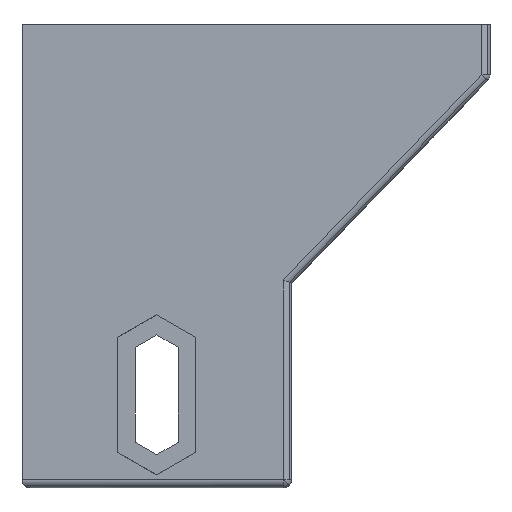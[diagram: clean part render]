
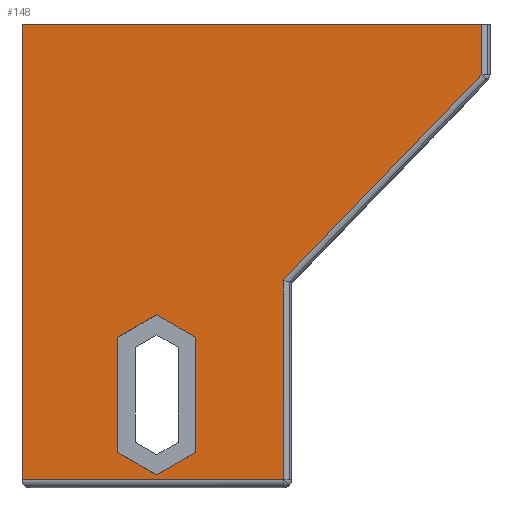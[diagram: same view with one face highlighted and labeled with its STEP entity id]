
A CAD part, front view. The second image highlights one B-rep face of the part: STEP entity #148.
In plain terms, the highlighted planar face has unit normal (0, -1, 0).
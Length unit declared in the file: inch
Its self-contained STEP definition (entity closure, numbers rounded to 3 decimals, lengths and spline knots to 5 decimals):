
#148=ADVANCED_FACE('',(#376,#377),#378,.T.);
#376=FACE_BOUND('',#691,.T.);
#377=FACE_OUTER_BOUND('',#692,.T.);
#378=PLANE('',#693);
#691=EDGE_LOOP('',(#1060,#1061,#1062,#1063,#1064,#1065));
#692=EDGE_LOOP('',(#1066,#1067,#1068,#1069,#1070,#1071));
#693=AXIS2_PLACEMENT_3D('',#1072,#1073,#1074);
#1060=ORIENTED_EDGE('',*,*,#1927,.T.);
#1061=ORIENTED_EDGE('',*,*,#1928,.F.);
#1062=ORIENTED_EDGE('',*,*,#1929,.T.);
#1063=ORIENTED_EDGE('',*,*,#1930,.T.);
#1064=ORIENTED_EDGE('',*,*,#1931,.T.);
#1065=ORIENTED_EDGE('',*,*,#1932,.F.);
#1066=ORIENTED_EDGE('',*,*,#1933,.F.);
#1067=ORIENTED_EDGE('',*,*,#1934,.F.);
#1068=ORIENTED_EDGE('',*,*,#1919,.F.);
#1069=ORIENTED_EDGE('',*,*,#1935,.F.);
#1070=ORIENTED_EDGE('',*,*,#1936,.F.);
#1071=ORIENTED_EDGE('',*,*,#1937,.T.);
#1072=CARTESIAN_POINT('',(-1.70055,-9.64875,8.38579));
#1073=DIRECTION('',(0.,-1.0,0.));
#1074=DIRECTION('',(0.,0.,1.0));
#1919=EDGE_CURVE('',#2311,#2313,#2314,.T.);
#1927=EDGE_CURVE('',#2325,#2326,#2327,.T.);
#1928=EDGE_CURVE('',#2328,#2326,#2329,.T.);
#1929=EDGE_CURVE('',#2328,#2330,#2331,.T.);
#1930=EDGE_CURVE('',#2330,#2332,#2333,.T.);
#1931=EDGE_CURVE('',#2332,#2334,#2335,.T.);
#1932=EDGE_CURVE('',#2325,#2334,#2336,.T.);
#1933=EDGE_CURVE('',#2337,#2281,#2338,.T.);
#1934=EDGE_CURVE('',#2313,#2337,#2339,.T.);
#1935=EDGE_CURVE('',#2340,#2311,#2341,.T.);
#1936=EDGE_CURVE('',#2293,#2340,#2342,.F.);
#1937=EDGE_CURVE('',#2293,#2281,#2343,.T.);
#2281=VERTEX_POINT('',#2805);
#2293=VERTEX_POINT('',#2818);
#2311=VERTEX_POINT('',#2839);
#2313=VERTEX_POINT('',#2841);
#2314=LINE('',#2842,#2843);
#2325=VERTEX_POINT('',#2856);
#2326=VERTEX_POINT('',#2857);
#2327=LINE('',#2858,#2859);
#2328=VERTEX_POINT('',#2860);
#2329=LINE('',#2861,#2862);
#2330=VERTEX_POINT('',#2863);
#2331=LINE('',#2864,#2865);
#2332=VERTEX_POINT('',#2866);
#2333=LINE('',#2867,#2868);
#2334=VERTEX_POINT('',#2869);
#2335=LINE('',#2870,#2871);
#2336=LINE('',#2872,#2873);
#2337=VERTEX_POINT('',#2874);
#2338=LINE('',#2875,#2876);
#2339=LINE('',#2877,#2878);
#2340=VERTEX_POINT('',#2879);
#2341=LINE('',#2880,#2881);
#2342=LINE('',#2882,#2883);
#2343=LINE('',#2884,#2885);
#2805=CARTESIAN_POINT('',(-1.03951,-9.64875,7.76641));
#2818=CARTESIAN_POINT('',(-1.80365,-9.64875,7.76641));
#2839=CARTESIAN_POINT('',(-0.45945,-9.64875,9.09731));
#2841=CARTESIAN_POINT('',(-0.45945,-9.64875,8.94939));
#2842=CARTESIAN_POINT('',(-0.45945,-9.64875,8.22813));
#2843=VECTOR('',#3499,1.0);
#2856=CARTESIAN_POINT('',(-1.29559,-9.64875,8.18256));
#2857=CARTESIAN_POINT('',(-1.29559,-9.64875,7.84606));
#2858=CARTESIAN_POINT('',(-1.29559,-9.64875,8.21826));
#2859=VECTOR('',#3511,1.0);
#2860=CARTESIAN_POINT('',(-1.40977,-9.64875,7.78014));
#2861=CARTESIAN_POINT('',(-1.34507,-9.64875,7.8175));
#2862=VECTOR('',#3512,1.);
#2863=CARTESIAN_POINT('',(-1.52394,-9.64875,7.84606));
#2864=CARTESIAN_POINT('',(-1.6507,-9.64875,7.91925));
#2865=VECTOR('',#3513,1.);
#2866=CARTESIAN_POINT('',(-1.52394,-9.64875,8.18256));
#2867=CARTESIAN_POINT('',(-1.52394,-9.64875,8.37373));
#2868=VECTOR('',#3514,1.0);
#2869=CARTESIAN_POINT('',(-1.40977,-9.64875,8.24848));
#2870=CARTESIAN_POINT('',(-1.36967,-9.64875,8.27163));
#2871=VECTOR('',#3515,1.);
#2872=CARTESIAN_POINT('',(-1.42017,-9.64875,8.25449));
#2873=VECTOR('',#3516,1.);
#2874=CARTESIAN_POINT('',(-1.03951,-9.64875,8.34999));
#2875=CARTESIAN_POINT('',(-1.03951,-9.64875,7.66245));
#2876=VECTOR('',#3517,1.0);
#2877=CARTESIAN_POINT('',(-1.46771,-9.64875,7.90752));
#2878=VECTOR('',#3518,1.);
#2879=CARTESIAN_POINT('',(-1.80365,-9.64875,9.09731));
#2880=CARTESIAN_POINT('',(-1.6875,-9.64875,9.09731));
#2881=VECTOR('',#3519,1.0);
#2882=CARTESIAN_POINT('',(-1.80365,-9.64875,8.31552));
#2883=VECTOR('',#3520,1.0);
#2884=CARTESIAN_POINT('',(-1.63344,-9.64875,7.76641));
#2885=VECTOR('',#3521,0.6);
#3499=DIRECTION('',(-0.0,0.0,-1.0));
#3511=DIRECTION('',(-0.0,0.0,-1.0));
#3512=DIRECTION('',(0.866,0.,0.5));
#3513=DIRECTION('',(-0.866,0.,0.5));
#3514=DIRECTION('',(0.0,0.0,1.0));
#3515=DIRECTION('',(0.866,0.,0.5));
#3516=DIRECTION('',(-0.866,0.,0.5));
#3517=DIRECTION('',(-0.0,0.0,-1.0));
#3518=DIRECTION('',(-0.695,0.,-0.719));
#3519=DIRECTION('',(1.0,0.,0.0));
#3520=DIRECTION('',(-0.0,0.0,-1.0));
#3521=DIRECTION('',(1.0,0.,0.0));
